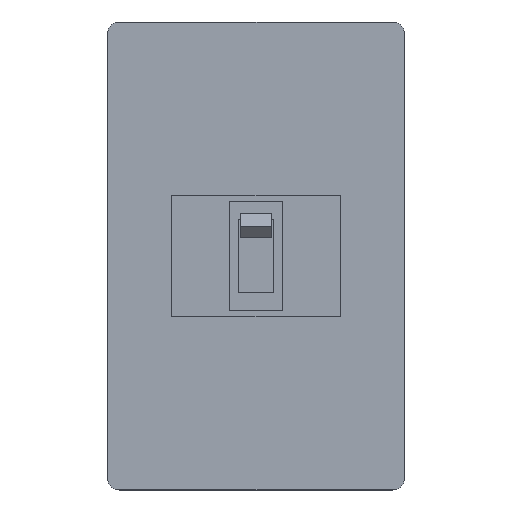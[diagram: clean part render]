
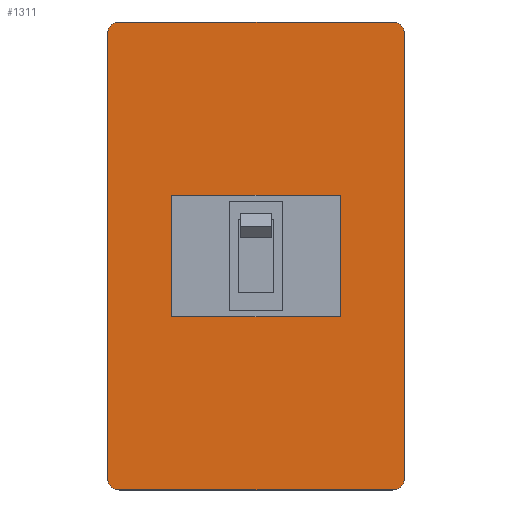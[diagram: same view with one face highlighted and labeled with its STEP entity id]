
A CAD part, top view. The second image highlights one B-rep face of the part: STEP entity #1311.
In plain terms, the highlighted planar face has unit normal (0, 0, 1).
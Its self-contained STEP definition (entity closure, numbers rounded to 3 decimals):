
#121 = DIRECTION ( 'NONE',  ( 1., 0., 0. ) ) ;
#213 = DIRECTION ( 'NONE',  ( 0., -1., 0. ) ) ;
#215 = VECTOR ( 'NONE', #6037, 1000. ) ;
#506 = CARTESIAN_POINT ( 'NONE',  ( -56., 91., 15. ) ) ;
#993 = DIRECTION ( 'NONE',  ( 0., 1., 0. ) ) ;
#1010 = DIRECTION ( 'NONE',  ( 0., -1., 0. ) ) ;
#1257 = AXIS2_PLACEMENT_3D ( 'NONE', #11076, #11104, #11147 ) ;
#1311 = ADVANCED_FACE ( 'NONE', ( #12897, #10237 ), #11016, .T. ) ;
#1435 = DIRECTION ( 'NONE',  ( -1., 0., 0. ) ) ;
#1518 = DIRECTION ( 'NONE',  ( 1., 0., 0. ) ) ;
#1540 = VERTEX_POINT ( 'NONE', #9228 ) ;
#1859 = ORIENTED_EDGE ( 'NONE', *, *, #10800, .T. ) ;
#1910 = CARTESIAN_POINT ( 'NONE',  ( 34.5, -25., 15. ) ) ;
#1927 = LINE ( 'NONE', #11007, #6640 ) ;
#2006 = CARTESIAN_POINT ( 'NONE',  ( 61., 96., 15. ) ) ;
#2319 = VERTEX_POINT ( 'NONE', #2412 ) ;
#2412 = CARTESIAN_POINT ( 'NONE',  ( -61., -91., 15. ) ) ;
#2502 = ORIENTED_EDGE ( 'NONE', *, *, #2799, .F. ) ;
#2513 = CIRCLE ( 'NONE', #11810, 5. ) ;
#2647 = DIRECTION ( 'NONE',  ( 0., 0., 1. ) ) ;
#2790 = ORIENTED_EDGE ( 'NONE', *, *, #6470, .T. ) ;
#2799 = EDGE_CURVE ( 'NONE', #3337, #6627, #12538, .T. ) ;
#2806 = ORIENTED_EDGE ( 'NONE', *, *, #5235, .F. ) ;
#2823 = EDGE_CURVE ( 'NONE', #5474, #8583, #2513, .T. ) ;
#2914 = LINE ( 'NONE', #12005, #215 ) ;
#3337 = VERTEX_POINT ( 'NONE', #4656 ) ;
#3479 = CARTESIAN_POINT ( 'NONE',  ( -61., 96., 15. ) ) ;
#3495 = CARTESIAN_POINT ( 'NONE',  ( -34.5, 25., 15. ) ) ;
#3719 = AXIS2_PLACEMENT_3D ( 'NONE', #12181, #6199, #121 ) ;
#3761 = CIRCLE ( 'NONE', #3719, 5. ) ;
#4353 = CIRCLE ( 'NONE', #6552, 5. ) ;
#4472 = CARTESIAN_POINT ( 'NONE',  ( -34.5, -25., 15. ) ) ;
#4518 = DIRECTION ( 'NONE',  ( 0., 0., 1. ) ) ;
#4589 = CARTESIAN_POINT ( 'NONE',  ( -56., -96., 15. ) ) ;
#4646 = VERTEX_POINT ( 'NONE', #12909 ) ;
#4656 = CARTESIAN_POINT ( 'NONE',  ( -34.5, -25., 15. ) ) ;
#4712 = ORIENTED_EDGE ( 'NONE', *, *, #10439, .T. ) ;
#5125 = VECTOR ( 'NONE', #993, 1000. ) ;
#5235 = EDGE_CURVE ( 'NONE', #11249, #3337, #1927, .T. ) ;
#5368 = VERTEX_POINT ( 'NONE', #8312 ) ;
#5474 = VERTEX_POINT ( 'NONE', #9456 ) ;
#5947 = LINE ( 'NONE', #8204, #11229 ) ;
#6037 = DIRECTION ( 'NONE',  ( 1., 0., 0. ) ) ;
#6199 = DIRECTION ( 'NONE',  ( 0., 0., 1. ) ) ;
#6225 = LINE ( 'NONE', #8216, #8550 ) ;
#6419 = ORIENTED_EDGE ( 'NONE', *, *, #2823, .T. ) ;
#6470 = EDGE_CURVE ( 'NONE', #5368, #9000, #3761, .T. ) ;
#6522 = CARTESIAN_POINT ( 'NONE',  ( 61., -91., 15. ) ) ;
#6552 = AXIS2_PLACEMENT_3D ( 'NONE', #10463, #4518, #11461 ) ;
#6627 = VERTEX_POINT ( 'NONE', #12352 ) ;
#6640 = VECTOR ( 'NONE', #1010, 1000. ) ;
#6779 = LINE ( 'NONE', #1910, #10052 ) ;
#7063 = AXIS2_PLACEMENT_3D ( 'NONE', #8659, #2647, #9653 ) ;
#7221 = VECTOR ( 'NONE', #8511, 1000. ) ;
#7538 = DIRECTION ( 'NONE',  ( 0., 0., 1. ) ) ;
#8081 = LINE ( 'NONE', #2006, #5125 ) ;
#8204 = CARTESIAN_POINT ( 'NONE',  ( -61., 96., 15. ) ) ;
#8216 = CARTESIAN_POINT ( 'NONE',  ( 34.5, 25., 15. ) ) ;
#8260 = CIRCLE ( 'NONE', #7063, 5. ) ;
#8312 = CARTESIAN_POINT ( 'NONE',  ( 61., 91., 15. ) ) ;
#8511 = DIRECTION ( 'NONE',  ( 1., 0., 0. ) ) ;
#8550 = VECTOR ( 'NONE', #9224, 1000. ) ;
#8583 = VERTEX_POINT ( 'NONE', #11210 ) ;
#8659 = CARTESIAN_POINT ( 'NONE',  ( 56., -91., 15. ) ) ;
#8933 = DIRECTION ( 'NONE',  ( 0., 1., 0. ) ) ;
#9000 = VERTEX_POINT ( 'NONE', #11783 ) ;
#9097 = EDGE_CURVE ( 'NONE', #10754, #1540, #2914, .T. ) ;
#9224 = DIRECTION ( 'NONE',  ( -1., 0., 0. ) ) ;
#9228 = CARTESIAN_POINT ( 'NONE',  ( 56., -96., 15. ) ) ;
#9342 = VECTOR ( 'NONE', #1435, 1000. ) ;
#9438 = EDGE_CURVE ( 'NONE', #2319, #10754, #4353, .T. ) ;
#9456 = CARTESIAN_POINT ( 'NONE',  ( -56., 96., 15. ) ) ;
#9477 = EDGE_CURVE ( 'NONE', #9000, #5474, #12314, .T. ) ;
#9653 = DIRECTION ( 'NONE',  ( 1., 0., 0. ) ) ;
#9699 = EDGE_LOOP ( 'NONE', ( #12813, #2790, #10771, #6419, #4712, #10928, #11576, #1859 ) ) ;
#9849 = ORIENTED_EDGE ( 'NONE', *, *, #12685, .F. ) ;
#10052 = VECTOR ( 'NONE', #8933, 1000. ) ;
#10237 = FACE_BOUND ( 'NONE', #10758, .T. ) ;
#10439 = EDGE_CURVE ( 'NONE', #8583, #2319, #5947, .T. ) ;
#10463 = CARTESIAN_POINT ( 'NONE',  ( -56., -91., 15. ) ) ;
#10754 = VERTEX_POINT ( 'NONE', #4589 ) ;
#10758 = EDGE_LOOP ( 'NONE', ( #9849, #2502, #2806, #11105 ) ) ;
#10771 = ORIENTED_EDGE ( 'NONE', *, *, #9477, .T. ) ;
#10800 = EDGE_CURVE ( 'NONE', #1540, #13056, #8260, .T. ) ;
#10928 = ORIENTED_EDGE ( 'NONE', *, *, #9438, .T. ) ;
#11007 = CARTESIAN_POINT ( 'NONE',  ( -34.5, 25., 15. ) ) ;
#11016 = PLANE ( 'NONE',  #1257 ) ;
#11076 = CARTESIAN_POINT ( 'NONE',  ( 0., 0., 15. ) ) ;
#11104 = DIRECTION ( 'NONE',  ( 0., 0., 1. ) ) ;
#11105 = ORIENTED_EDGE ( 'NONE', *, *, #11639, .F. ) ;
#11147 = DIRECTION ( 'NONE',  ( 1., 0., 0. ) ) ;
#11210 = CARTESIAN_POINT ( 'NONE',  ( -61., 91., 15. ) ) ;
#11229 = VECTOR ( 'NONE', #213, 1000. ) ;
#11249 = VERTEX_POINT ( 'NONE', #3495 ) ;
#11461 = DIRECTION ( 'NONE',  ( 1., 0., 0. ) ) ;
#11489 = EDGE_CURVE ( 'NONE', #13056, #5368, #8081, .T. ) ;
#11576 = ORIENTED_EDGE ( 'NONE', *, *, #9097, .T. ) ;
#11639 = EDGE_CURVE ( 'NONE', #4646, #11249, #6225, .T. ) ;
#11783 = CARTESIAN_POINT ( 'NONE',  ( 56., 96., 15. ) ) ;
#11810 = AXIS2_PLACEMENT_3D ( 'NONE', #506, #7538, #1518 ) ;
#12005 = CARTESIAN_POINT ( 'NONE',  ( -61., -96., 15. ) ) ;
#12181 = CARTESIAN_POINT ( 'NONE',  ( 56., 91., 15. ) ) ;
#12314 = LINE ( 'NONE', #3479, #9342 ) ;
#12352 = CARTESIAN_POINT ( 'NONE',  ( 34.5, -25., 15. ) ) ;
#12538 = LINE ( 'NONE', #4472, #7221 ) ;
#12685 = EDGE_CURVE ( 'NONE', #6627, #4646, #6779, .T. ) ;
#12813 = ORIENTED_EDGE ( 'NONE', *, *, #11489, .T. ) ;
#12897 = FACE_OUTER_BOUND ( 'NONE', #9699, .T. ) ;
#12909 = CARTESIAN_POINT ( 'NONE',  ( 34.5, 25., 15. ) ) ;
#13056 = VERTEX_POINT ( 'NONE', #6522 ) ;
